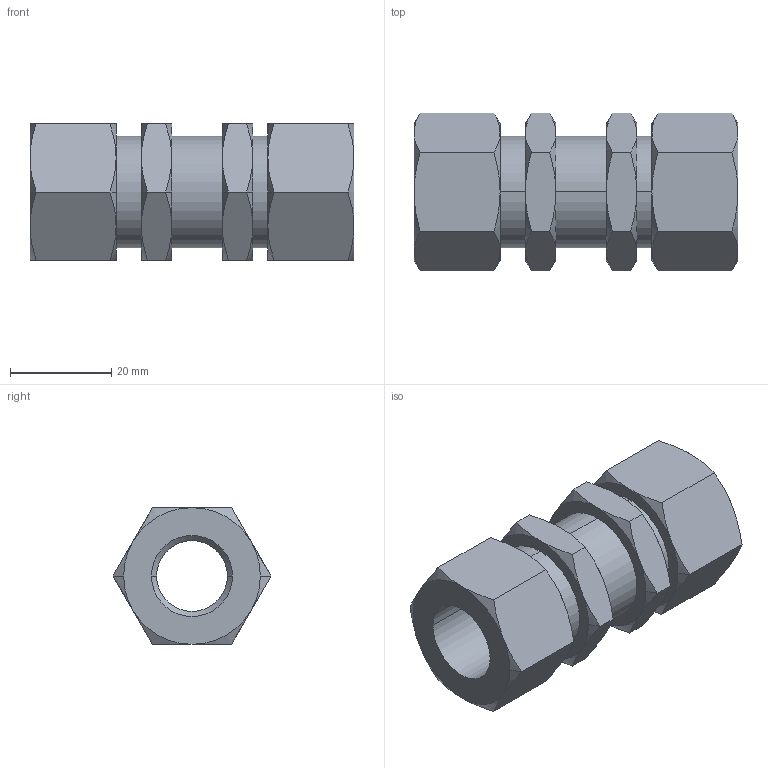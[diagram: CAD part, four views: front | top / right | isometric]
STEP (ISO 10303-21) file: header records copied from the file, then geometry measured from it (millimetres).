
FILE_DESCRIPTION(('STEP AP214'),'1');
FILE_NAME('0116_16_00.stp','2016-07-07T14:21:36',('TraceParts'),('TraceParts S.A.'),'Spatial InterOp 3D',' ',' ');
FILE_SCHEMA(('automotive_design'));
Length unit declared in the file: millimetre
Products named in the file (2): 1; 2
Bounding box: 64 x 31.18 x 27 mm (x, y, z)
Volume: 24446.2 mm3; surface area: 11605.3 mm2
Topology: 2 solids, 2 shells, 116 faces, 248 edges, 140 vertices
Faces by surface type: cone 72, plane 32, cylinder 12
Entity records: 3190 total; most frequent: CARTESIAN_POINT 890, ORIENTED_EDGE 496, DIRECTION 480, EDGE_CURVE 248, AXIS2_PLACEMENT_3D 210, VERTEX_POINT 140, EDGE_LOOP 124, ADVANCED_FACE 116
